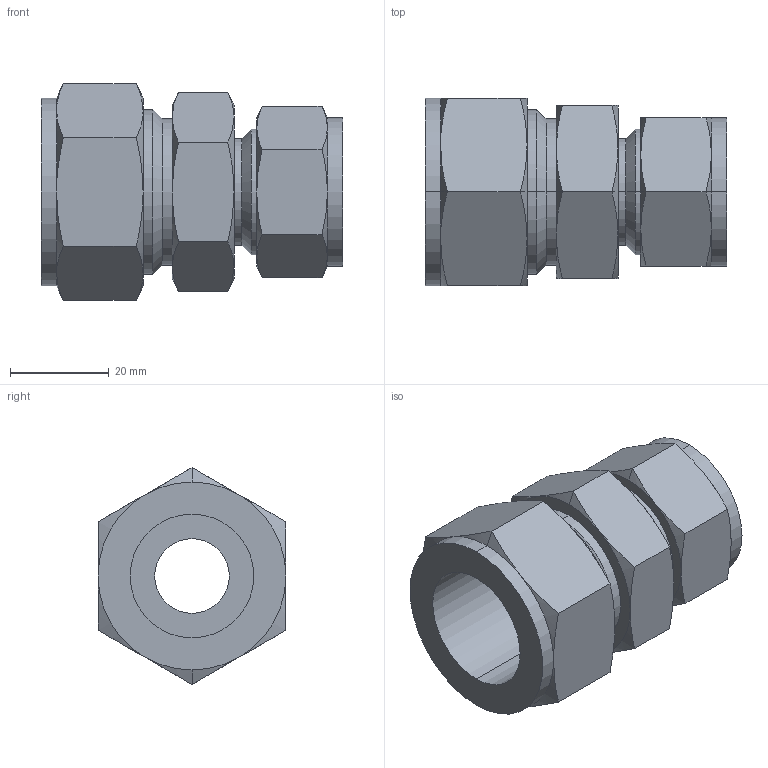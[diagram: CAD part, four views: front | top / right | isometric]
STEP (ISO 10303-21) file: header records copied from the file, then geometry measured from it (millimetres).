
FILE_DESCRIPTION (( 'STEP AP203' ), '1' );
FILE_NAME ('RizurLok-PP-22(O)-18(O).STEP', '2022-03-05T11:55:23', ( '' ), ( '' ), 'SwSTEP 2.0', 'SolidWorks 2020', '' );
FILE_SCHEMA (( 'CONFIG_CONTROL_DESIGN' ));
Length unit declared in the file: millimetre
Products named in the file (2): RizurLok-PP-22(O)-18(O)
Assembly tree (1 placements, depth 2):
  RizurLok-PP-22(O)-18(O)
    RizurLok-PP-22(O)-18(O)
Bounding box: 61 x 38 x 43.88 mm (x, y, z)
Volume: 35802.1 mm3; surface area: 14306.8 mm2
Topology: 1 solids, 1 shells, 234 faces, 585 edges, 370 vertices
Faces by surface type: plane 89, bspline 75, cone 52, cylinder 18
Entity records: 11351 total; most frequent: CARTESIAN_POINT 6184, ORIENTED_EDGE 1170, DIRECTION 769, EDGE_CURVE 585, VERTEX_POINT 370, LINE 283, VECTOR 283, EDGE_LOOP 253
